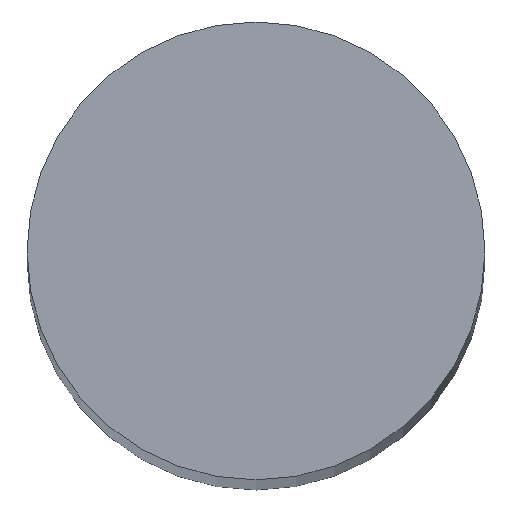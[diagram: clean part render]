
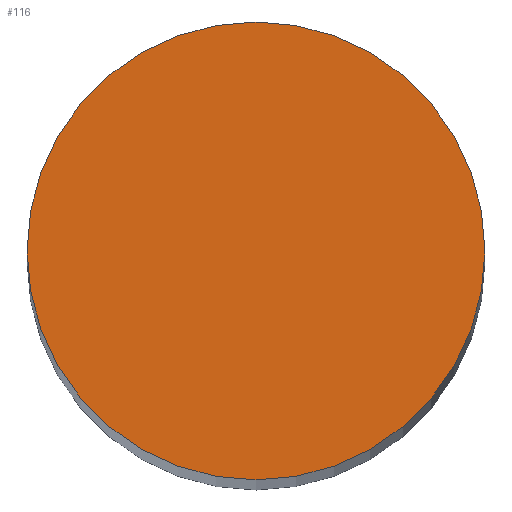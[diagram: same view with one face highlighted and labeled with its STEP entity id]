
A CAD part, top view. The second image highlights one B-rep face of the part: STEP entity #116.
In plain terms, the highlighted planar face has unit normal (0, 0, 1).
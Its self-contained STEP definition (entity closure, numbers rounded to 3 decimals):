
#2 = ORIENTED_EDGE ( 'NONE', *, *, #126, .T. ) ;
#19 = AXIS2_PLACEMENT_3D ( 'NONE', #39, #90, #69 ) ;
#26 = EDGE_CURVE ( 'NONE', #33, #36, #62, .T. ) ;
#33 = VERTEX_POINT ( 'NONE', #53 ) ;
#36 = VERTEX_POINT ( 'NONE', #65 ) ;
#38 = DIRECTION ( 'NONE',  ( -1., 0., 0. ) ) ;
#39 = CARTESIAN_POINT ( 'NONE',  ( 0., 0., 19. ) ) ;
#44 = DIRECTION ( 'NONE',  ( 0., 0., 1. ) ) ;
#45 = DIRECTION ( 'NONE',  ( 0., 0., 1. ) ) ;
#52 = DIRECTION ( 'NONE',  ( 1., 0., 0. ) ) ;
#53 = CARTESIAN_POINT ( 'NONE',  ( 0.75, 0., 19. ) ) ;
#57 = AXIS2_PLACEMENT_3D ( 'NONE', #87, #45, #52 ) ;
#62 = CIRCLE ( 'NONE', #122, 0.75 ) ;
#65 = CARTESIAN_POINT ( 'NONE',  ( -0.75, 0., 19. ) ) ;
#66 = EDGE_LOOP ( 'NONE', ( #2, #112 ) ) ;
#69 = DIRECTION ( 'NONE',  ( -1., 0., 0. ) ) ;
#87 = CARTESIAN_POINT ( 'NONE',  ( -0.759, -0.759, 19. ) ) ;
#90 = DIRECTION ( 'NONE',  ( 0., 0., 1. ) ) ;
#105 = FACE_OUTER_BOUND ( 'NONE', #66, .T. ) ;
#107 = CARTESIAN_POINT ( 'NONE',  ( 0., 0., 19. ) ) ;
#109 = PLANE ( 'NONE',  #57 ) ;
#112 = ORIENTED_EDGE ( 'NONE', *, *, #26, .T. ) ;
#116 = ADVANCED_FACE ( 'NONE', ( #105 ), #109, .T. ) ;
#122 = AXIS2_PLACEMENT_3D ( 'NONE', #107, #44, #38 ) ;
#126 = EDGE_CURVE ( 'NONE', #36, #33, #139, .T. ) ;
#139 = CIRCLE ( 'NONE', #19, 0.75 ) ;
